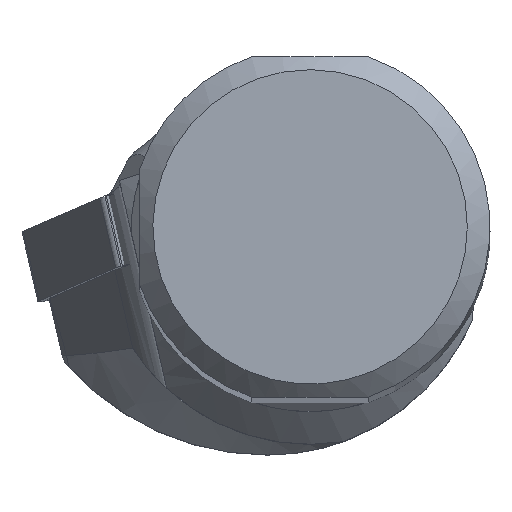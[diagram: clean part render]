
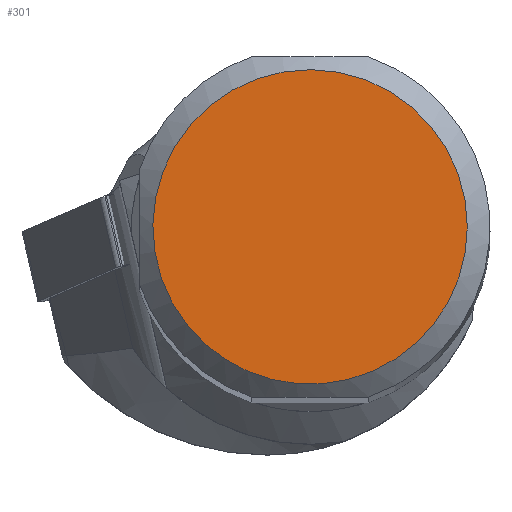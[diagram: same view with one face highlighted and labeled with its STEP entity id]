
A CAD part, top view. The second image highlights one B-rep face of the part: STEP entity #301.
In plain terms, the highlighted planar face has unit normal (0, 0, 1).
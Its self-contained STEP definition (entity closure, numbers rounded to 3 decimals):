
#211=FACE_OUTER_BOUND('',#734,.T.);
#301=ADVANCED_FACE('CU_SU_BP3',(#211),#368,.T.);
#368=PLANE('',#1959);
#734=EDGE_LOOP('',(#1015));
#1015=ORIENTED_EDGE('',*,*,#1620,.T.);
#1413=VERTEX_POINT('',#3036);
#1620=EDGE_CURVE('',#1413,#1413,#1752,.T.);
#1752=CIRCLE('',#1958,13.864);
#1958=AXIS2_PLACEMENT_3D('',#3035,#2325,#2326);
#1959=AXIS2_PLACEMENT_3D('',#3037,#2327,#2328);
#2325=DIRECTION('',(0.,0.,1.));
#2326=DIRECTION('',(1.,0.,0.));
#2327=DIRECTION('',(0.,0.,1.));
#2328=DIRECTION('',(1.,0.,0.));
#3035=CARTESIAN_POINT('',(0.,0.,0.));
#3036=CARTESIAN_POINT('',(13.864,0.,0.));
#3037=CARTESIAN_POINT('',(0.,0.,
0.));
